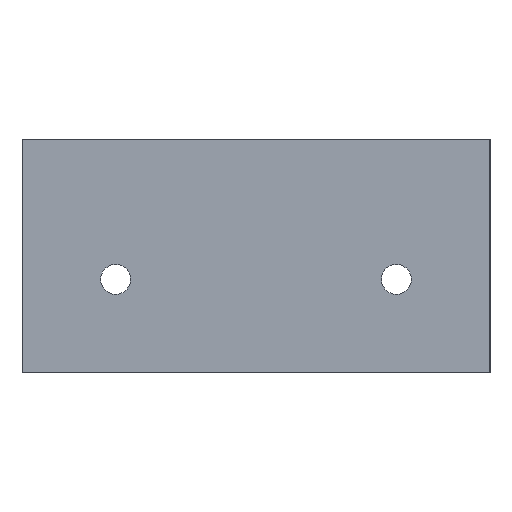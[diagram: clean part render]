
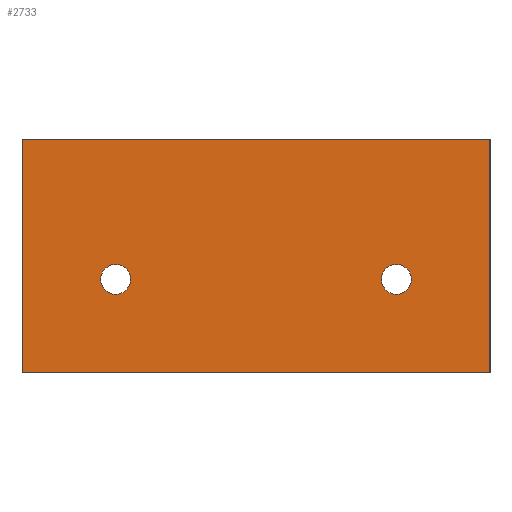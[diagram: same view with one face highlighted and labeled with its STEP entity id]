
A CAD part, left-side view. The second image highlights one B-rep face of the part: STEP entity #2733.
In plain terms, the highlighted planar face has unit normal (-1, 0, 0).
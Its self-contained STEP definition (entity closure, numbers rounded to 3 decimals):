
#101=CIRCLE('',#2811,1.6);
#102=CIRCLE('',#2813,1.6);
#264=FACE_BOUND('',#548,.T.);
#265=FACE_BOUND('',#549,.T.);
#403=FACE_OUTER_BOUND('',#547,.T.);
#547=EDGE_LOOP('',(#2427,#2428,#2429,#2430));
#548=EDGE_LOOP('',(#2431));
#549=EDGE_LOOP('',(#2432));
#562=LINE('',#3768,#808);
#650=LINE('',#4048,#896);
#805=LINE('',#4820,#1051);
#806=LINE('',#4822,#1052);
#808=VECTOR('',#3009,10.);
#896=VECTOR('',#3231,10.);
#1051=VECTOR('',#3756,10.);
#1052=VECTOR('',#3759,10.);
#1054=VERTEX_POINT('',#3765);
#1055=VERTEX_POINT('',#3767);
#1157=VERTEX_POINT('',#3993);
#1158=VERTEX_POINT('',#3997);
#1180=VERTEX_POINT('',#4047);
#1324=VERTEX_POINT('',#4818);
#1326=EDGE_CURVE('',#1054,#1055,#562,.T.);
#1439=EDGE_CURVE('',#1157,#1157,#101,.T.);
#1441=EDGE_CURVE('',#1158,#1158,#102,.T.);
#1466=EDGE_CURVE('',#1180,#1055,#650,.T.);
#1731=EDGE_CURVE('',#1324,#1054,#805,.T.);
#1732=EDGE_CURVE('',#1324,#1180,#806,.T.);
#2427=ORIENTED_EDGE('',*,*,#1731,.F.);
#2428=ORIENTED_EDGE('',*,*,#1732,.T.);
#2429=ORIENTED_EDGE('',*,*,#1466,.T.);
#2430=ORIENTED_EDGE('',*,*,#1326,.F.);
#2431=ORIENTED_EDGE('',*,*,#1439,.T.);
#2432=ORIENTED_EDGE('',*,*,#1441,.T.);
#2604=PLANE('',#3002);
#2733=ADVANCED_FACE('',(#403,#264,#265),#2604,.T.);
#2811=AXIS2_PLACEMENT_3D('',#3994,#3194,#3195);
#2813=AXIS2_PLACEMENT_3D('',#3998,#3199,#3200);
#3002=AXIS2_PLACEMENT_3D('',#4821,#3757,#3758);
#3009=DIRECTION('',(0.,-1.,0.));
#3194=DIRECTION('center_axis',(1.,0.,0.));
#3195=DIRECTION('ref_axis',(0.,-1.,0.));
#3199=DIRECTION('center_axis',(1.,0.,0.));
#3200=DIRECTION('ref_axis',(0.,-1.,0.));
#3231=DIRECTION('',(0.,0.,1.));
#3756=DIRECTION('',(0.,0.,1.));
#3757=DIRECTION('center_axis',(-1.,0.,0.));
#3758=DIRECTION('ref_axis',(0.,-1.,0.));
#3759=DIRECTION('',(0.,-1.,0.));
#3765=CARTESIAN_POINT('',(0.,50.,25.));
#3767=CARTESIAN_POINT('',(0.,0.,25.));
#3768=CARTESIAN_POINT('',(0.,37.5,25.));
#3993=CARTESIAN_POINT('',(0.,11.6,10.));
#3994=CARTESIAN_POINT('Origin',(0.,10.,10.));
#3997=CARTESIAN_POINT('',(0.,41.6,10.));
#3998=CARTESIAN_POINT('Origin',(0.,40.,10.));
#4047=CARTESIAN_POINT('',(0.,0.,0.));
#4048=CARTESIAN_POINT('',(0.,0.,0.));
#4818=CARTESIAN_POINT('',(0.,50.,0.));
#4820=CARTESIAN_POINT('',(0.,50.,0.));
#4821=CARTESIAN_POINT('Origin',(0.,50.,0.));
#4822=CARTESIAN_POINT('',(0.,50.,0.));
